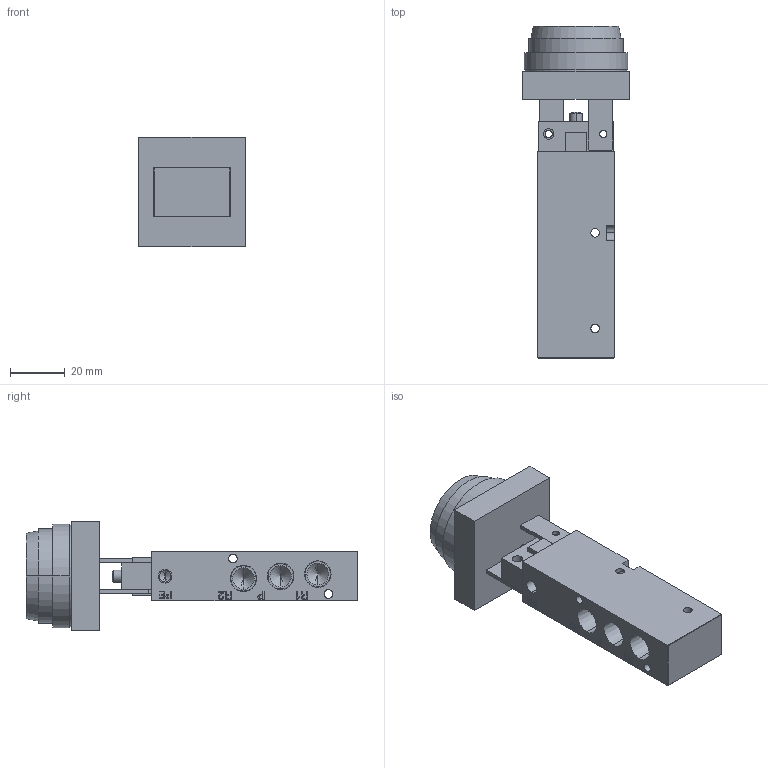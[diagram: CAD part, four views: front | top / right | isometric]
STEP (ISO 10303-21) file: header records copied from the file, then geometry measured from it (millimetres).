
FILE_DESCRIPTION (( 'STEP AP214' ), '1' );
FILE_NAME ('VZM550-01-33.step.step', '2011-09-19T12:26:03', ( 'SysAdmin' ), ( 'SolidWorks' ), 'SwSTEP 2.0', 'SolidWorks 2011', '' );
FILE_SCHEMA (( 'AUTOMOTIVE_DESIGN' ));
Length unit declared in the file: millimetre
Products named in the file (3): VZM550-01-33.step_VM-33_GD; VZM550-01-33.step; VZM550-01-33.step_VZM500 Valve_STD
Assembly tree (2 placements, depth 2):
  VZM550-01-33.step
    VZM550-01-33.step_VZM500 Valve_STD
    VZM550-01-33.step_VM-33_GD
Bounding box: 39 x 121.5 x 40 mm (x, y, z)
Volume: 68652.5 mm3; surface area: 19328.7 mm2
Topology: 2 solids, 2 shells, 293 faces, 753 edges, 486 vertices
Faces by surface type: plane 163, cylinder 57, bspline 47, cone 26
Entity records: 13832 total; most frequent: CARTESIAN_POINT 4380, ORIENTED_EDGE 1482, DIRECTION 1257, EDGE_CURVE 741, VECTOR 507, LINE 507, VERTEX_POINT 486, AXIS2_PLACEMENT_3D 375
